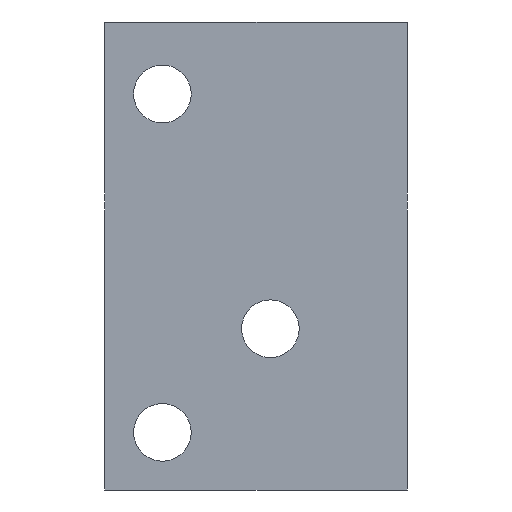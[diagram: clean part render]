
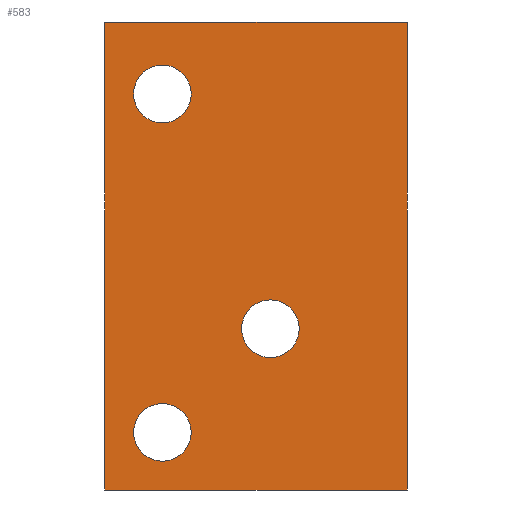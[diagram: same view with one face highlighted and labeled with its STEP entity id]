
A CAD part, front view. The second image highlights one B-rep face of the part: STEP entity #583.
In plain terms, the highlighted planar face has unit normal (0, -1, 0).
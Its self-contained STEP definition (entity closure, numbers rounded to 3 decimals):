
#19=FACE_BOUND('',#197,.T.);
#20=FACE_BOUND('',#198,.T.);
#21=FACE_BOUND('',#199,.T.);
#68=LINE('',#991,#119);
#70=LINE('',#995,#121);
#72=LINE('',#999,#123);
#74=LINE('',#1002,#125);
#119=VECTOR('',#801,1000.);
#121=VECTOR('',#805,1000.);
#123=VECTOR('',#809,1000.);
#125=VECTOR('',#813,1000.);
#162=FACE_OUTER_BOUND('',#196,.T.);
#196=EDGE_LOOP('',(#488,#489,#490,#491));
#197=EDGE_LOOP('',(#492));
#198=EDGE_LOOP('',(#493));
#199=EDGE_LOOP('',(#494));
#206=CIRCLE('',#616,1.5);
#208=CIRCLE('',#619,1.5);
#210=CIRCLE('',#622,1.5);
#230=VERTEX_POINT('',#832);
#232=VERTEX_POINT('',#838);
#234=VERTEX_POINT('',#844);
#275=VERTEX_POINT('',#988);
#276=VERTEX_POINT('',#990);
#277=VERTEX_POINT('',#994);
#278=VERTEX_POINT('',#998);
#283=EDGE_CURVE('',#230,#230,#206,.T.);
#286=EDGE_CURVE('',#232,#232,#208,.T.);
#289=EDGE_CURVE('',#234,#234,#210,.T.);
#349=EDGE_CURVE('',#276,#275,#68,.T.);
#351=EDGE_CURVE('',#277,#276,#70,.T.);
#353=EDGE_CURVE('',#278,#277,#72,.T.);
#355=EDGE_CURVE('',#275,#278,#74,.T.);
#488=ORIENTED_EDGE('',*,*,#349,.T.);
#489=ORIENTED_EDGE('',*,*,#355,.T.);
#490=ORIENTED_EDGE('',*,*,#353,.T.);
#491=ORIENTED_EDGE('',*,*,#351,.T.);
#492=ORIENTED_EDGE('',*,*,#283,.T.);
#493=ORIENTED_EDGE('',*,*,#286,.T.);
#494=ORIENTED_EDGE('',*,*,#289,.T.);
#524=PLANE('',#659);
#583=ADVANCED_FACE('',(#162,#19,#20,#21),#524,.T.);
#616=AXIS2_PLACEMENT_3D('',#834,#678,#679);
#619=AXIS2_PLACEMENT_3D('',#840,#685,#686);
#622=AXIS2_PLACEMENT_3D('',#846,#692,#693);
#659=AXIS2_PLACEMENT_3D('',#1003,#814,#815);
#678=DIRECTION('center_axis',(0.,1.,0.));
#679=DIRECTION('ref_axis',(1.,0.,0.));
#685=DIRECTION('center_axis',(0.,1.,0.));
#686=DIRECTION('ref_axis',(1.,0.,0.));
#692=DIRECTION('center_axis',(0.,1.,0.));
#693=DIRECTION('ref_axis',(1.,0.,0.));
#801=DIRECTION('',(0.,0.,-1.));
#805=DIRECTION('',(-1.,0.,0.));
#809=DIRECTION('',(0.,0.,1.));
#813=DIRECTION('',(1.,0.,0.));
#814=DIRECTION('center_axis',(0.,-1.,0.));
#815=DIRECTION('ref_axis',(0.,0.,-1.));
#832=CARTESIAN_POINT('',(-11.375,-3.75,7.063));
#834=CARTESIAN_POINT('Origin',(-9.875,-3.75,7.063));
#838=CARTESIAN_POINT('',(-11.375,-3.75,-10.563));
#840=CARTESIAN_POINT('Origin',(-9.875,-3.75,-10.563));
#844=CARTESIAN_POINT('',(-5.75,-3.75,-5.162));
#846=CARTESIAN_POINT('Origin',(-4.25,-3.75,-5.162));
#988=CARTESIAN_POINT('',(-12.875,-3.75,-13.563));
#990=CARTESIAN_POINT('',(-12.875,-3.75,10.813));
#991=CARTESIAN_POINT('',(-12.875,-3.75,-13.563));
#994=CARTESIAN_POINT('',(2.875,-3.75,10.813));
#995=CARTESIAN_POINT('',(-11.375,-3.75,10.813));
#998=CARTESIAN_POINT('',(2.875,-3.75,-13.563));
#999=CARTESIAN_POINT('',(2.875,-3.75,10.813));
#1002=CARTESIAN_POINT('',(2.875,-3.75,-13.563));
#1003=CARTESIAN_POINT('Origin',(-4.25,-3.75,-1.375));
